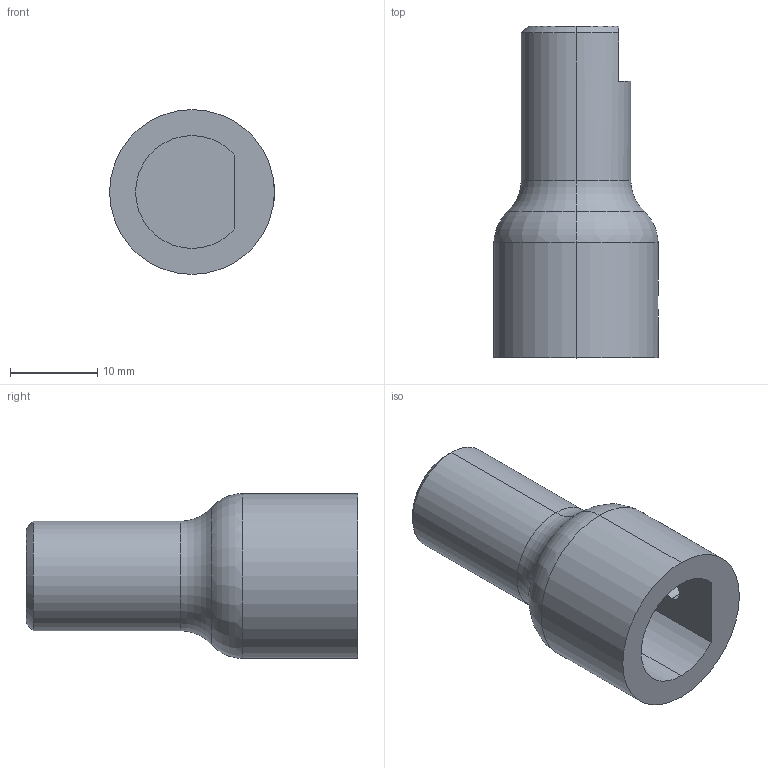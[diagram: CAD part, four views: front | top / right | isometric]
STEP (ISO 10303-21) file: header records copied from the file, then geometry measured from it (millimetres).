
FILE_DESCRIPTION (( 'STEP AP214' ), '1' );
FILE_NAME ('shaft.STEP', '2022-03-11T15:55:45', ( '' ), ( '' ), 'SwSTEP 2.0', 'SolidWorks 2020', '' );
FILE_SCHEMA (( 'AUTOMOTIVE_DESIGN' ));
Length unit declared in the file: inch
Products named in the file (1): shaft
Bounding box: 18.92 x 38.1 x 18.92 mm (x, y, z)
Volume: 5712.9 mm3; surface area: 2803.1 mm2
Topology: 1 solids, 1 shells, 22 faces, 49 edges, 30 vertices
Faces by surface type: cylinder 9, plane 6, torus 4, cone 3
Entity records: 692 total; most frequent: CARTESIAN_POINT 142, DIRECTION 118, ORIENTED_EDGE 98, AXIS2_PLACEMENT_3D 50, EDGE_CURVE 49, VERTEX_POINT 30, CIRCLE 27, EDGE_LOOP 25
